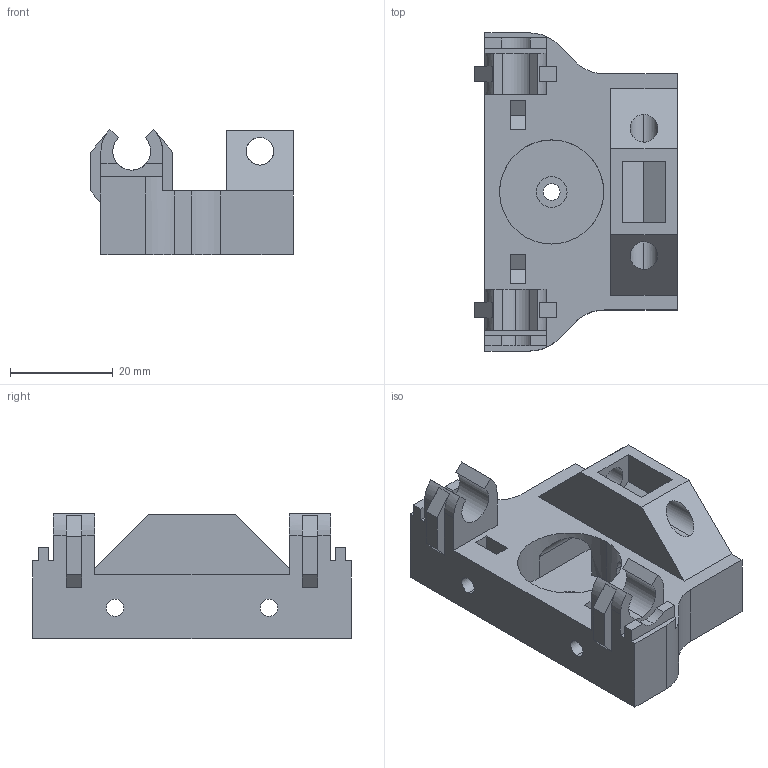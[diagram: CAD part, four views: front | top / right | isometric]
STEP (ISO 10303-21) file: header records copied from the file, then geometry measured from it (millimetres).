
FILE_DESCRIPTION (( 'STEP AP214' ), '1' );
FILE_NAME ('x-idler-bracket.STEP', '2011-09-21T21:06:46', ( 'Owner' ), ( '22ndstreetcomputers.com' ), 'SwSTEP 2.0', 'SolidWorks 2010', '' );
FILE_SCHEMA (( 'AUTOMOTIVE_DESIGN' ));
Length unit declared in the file: millimetre
Products named in the file (1): x-idler-bracket
Bounding box: 39.5 x 62 x 24.39 mm (x, y, z)
Volume: 22863.6 mm3; surface area: 11513 mm2
Topology: 1 solids, 1 shells, 128 faces, 359 edges, 234 vertices
Faces by surface type: plane 94, cylinder 34
Entity records: 4241 total; most frequent: CARTESIAN_POINT 804, ORIENTED_EDGE 718, DIRECTION 701, EDGE_CURVE 359, VECTOR 263, LINE 263, VERTEX_POINT 234, AXIS2_PLACEMENT_3D 219
